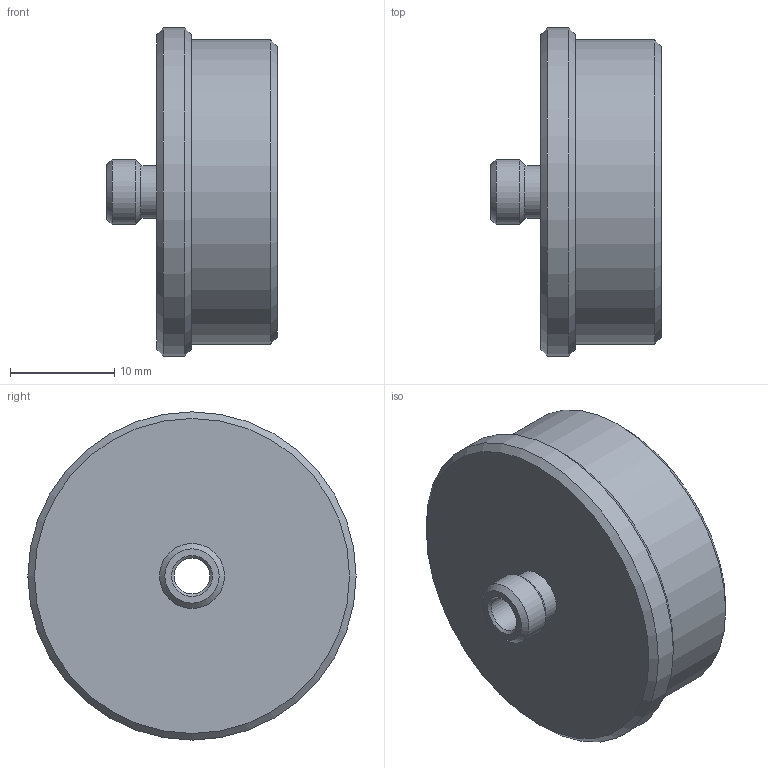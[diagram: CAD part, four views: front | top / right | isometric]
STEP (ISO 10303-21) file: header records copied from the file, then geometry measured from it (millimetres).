
FILE_DESCRIPTION (( 'STEP AP203' ), '1' );
FILE_NAME ('48150100_step.STEP', '2018-05-21T19:36:17', ( '' ), ( '' ), 'SwSTEP 2.0', 'SolidWorks 2016', '' );
FILE_SCHEMA (( 'CONFIG_CONTROL_DESIGN' ));
Length unit declared in the file: inch
Products named in the file (1): 48150100_step
Bounding box: 16.36 x 31.5 x 31.5 mm (x, y, z)
Volume: 4078.4 mm3; surface area: 3310.9 mm2
Topology: 1 solids, 1 shells, 19 faces, 35 edges, 22 vertices
Faces by surface type: cone 7, cylinder 6, plane 6
Full cylindrical faces by diameter (mm): 3.454 x1, 5.08 x1, 6.223 x1, 24.638 x1, 29.21 x1, 31.496 x1
Entity records: 467 total; most frequent: DIRECTION 78, CARTESIAN_POINT 58, AXIS2_PLACEMENT_3D 39, EDGE_LOOP 38, ORIENTED_EDGE 38, FACE_OUTER_BOUND 25, VERTEX_POINT 19, EDGE_CURVE 19
